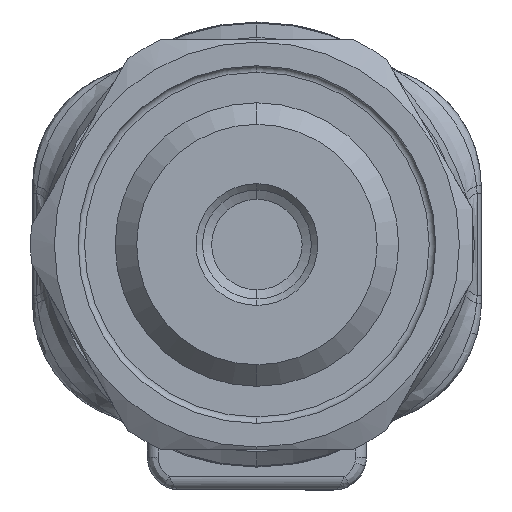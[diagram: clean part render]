
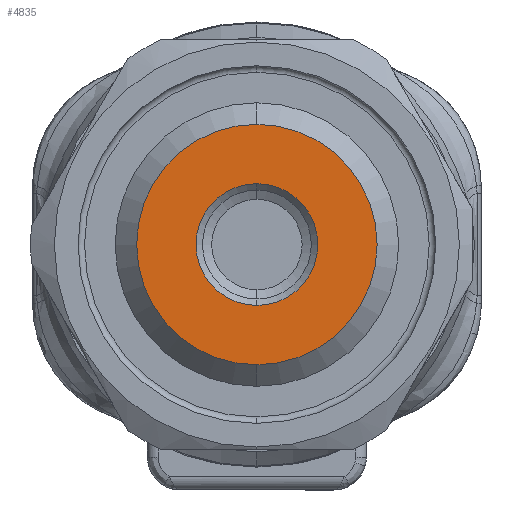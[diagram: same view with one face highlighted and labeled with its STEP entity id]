
A CAD part, front view. The second image highlights one B-rep face of the part: STEP entity #4835.
In plain terms, the highlighted planar face has unit normal (0, -1, 0).
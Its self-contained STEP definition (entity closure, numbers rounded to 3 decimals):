
#108 = AXIS2_PLACEMENT_3D ( 'NONE', #5350, #6328, #8374 ) ;
#353 = EDGE_CURVE ( 'NONE', #1902, #13146, #10256, .T. ) ;
#867 = DIRECTION ( 'NONE',  ( 0., -1., 0. ) ) ;
#1199 = EDGE_LOOP ( 'NONE', ( #6235, #9905 ) ) ;
#1902 = VERTEX_POINT ( 'NONE', #4743 ) ;
#2483 = EDGE_CURVE ( 'NONE', #7717, #3937, #12319, .T. ) ;
#2887 = DIRECTION ( 'NONE',  ( 0., 0., -1. ) ) ;
#3937 = VERTEX_POINT ( 'NONE', #8767 ) ;
#4377 = PLANE ( 'NONE',  #10060 ) ;
#4743 = CARTESIAN_POINT ( 'NONE',  ( 0., 0., -2.825 ) ) ;
#4835 = ADVANCED_FACE ( 'NONE', ( #5763, #12010 ), #4377, .T. ) ;
#4838 = CARTESIAN_POINT ( 'NONE',  ( 0., 0., 2.825 ) ) ;
#5046 = CARTESIAN_POINT ( 'NONE',  ( 0., 0., 0. ) ) ;
#5350 = CARTESIAN_POINT ( 'NONE',  ( 0., 0., 0. ) ) ;
#5661 = ORIENTED_EDGE ( 'NONE', *, *, #353, .F. ) ;
#5763 = FACE_OUTER_BOUND ( 'NONE', #1199, .T. ) ;
#6235 = ORIENTED_EDGE ( 'NONE', *, *, #8813, .T. ) ;
#6328 = DIRECTION ( 'NONE',  ( 0., -1., 0. ) ) ;
#6439 = CARTESIAN_POINT ( 'NONE',  ( 5.58, 0., 0. ) ) ;
#6906 = AXIS2_PLACEMENT_3D ( 'NONE', #8034, #10107, #7885 ) ;
#7717 = VERTEX_POINT ( 'NONE', #13172 ) ;
#7885 = DIRECTION ( 'NONE',  ( 0., 0., -1. ) ) ;
#8034 = CARTESIAN_POINT ( 'NONE',  ( 0., 0., 0. ) ) ;
#8374 = DIRECTION ( 'NONE',  ( 0., 0., -1. ) ) ;
#8767 = CARTESIAN_POINT ( 'NONE',  ( 0., 0., 5.58 ) ) ;
#8813 = EDGE_CURVE ( 'NONE', #3937, #7717, #9093, .T. ) ;
#8861 = DIRECTION ( 'NONE',  ( 0., -1., 0. ) ) ;
#9093 = CIRCLE ( 'NONE', #11311, 5.58 ) ;
#9477 = ORIENTED_EDGE ( 'NONE', *, *, #13428, .F. ) ;
#9647 = DIRECTION ( 'NONE',  ( 0., -1., 0. ) ) ;
#9905 = ORIENTED_EDGE ( 'NONE', *, *, #2483, .T. ) ;
#10060 = AXIS2_PLACEMENT_3D ( 'NONE', #6439, #9647, #11610 ) ;
#10107 = DIRECTION ( 'NONE',  ( 0., -1., 0. ) ) ;
#10256 = CIRCLE ( 'NONE', #108, 2.825 ) ;
#10257 = AXIS2_PLACEMENT_3D ( 'NONE', #5046, #867, #2887 ) ;
#11027 = CARTESIAN_POINT ( 'NONE',  ( 0., 0., 0. ) ) ;
#11122 = DIRECTION ( 'NONE',  ( 0., 0., -1. ) ) ;
#11193 = EDGE_LOOP ( 'NONE', ( #5661, #9477 ) ) ;
#11311 = AXIS2_PLACEMENT_3D ( 'NONE', #11027, #8861, #11122 ) ;
#11610 = DIRECTION ( 'NONE',  ( 0., 0., -1. ) ) ;
#12010 = FACE_BOUND ( 'NONE', #11193, .T. ) ;
#12078 = CIRCLE ( 'NONE', #6906, 2.825 ) ;
#12319 = CIRCLE ( 'NONE', #10257, 5.58 ) ;
#13146 = VERTEX_POINT ( 'NONE', #4838 ) ;
#13172 = CARTESIAN_POINT ( 'NONE',  ( 0., 0., -5.58 ) ) ;
#13428 = EDGE_CURVE ( 'NONE', #13146, #1902, #12078, .T. ) ;
